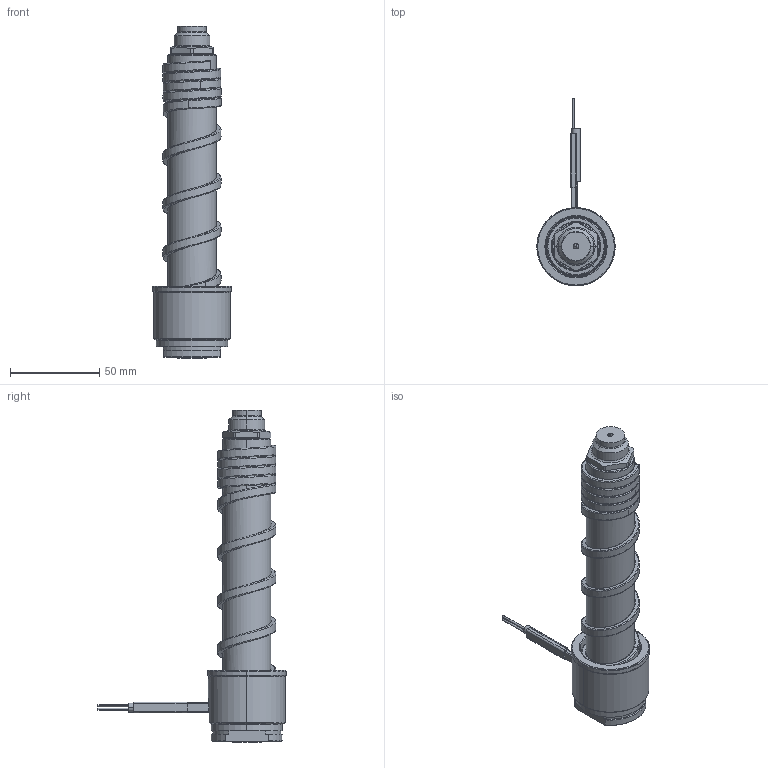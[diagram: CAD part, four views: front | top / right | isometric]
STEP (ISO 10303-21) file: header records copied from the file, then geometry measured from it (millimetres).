
FILE_DESCRIPTION((''),'2;1');
FILE_NAME('EL-186-BEU-N','2014-02-28T',('Íàòàëüÿ'),('IMID'),'PRO/ENGINEER BY PARAMETRIC TECHNOLOGY CORPORATION, 2010180','PRO/ENGINEER BY PARAMETRIC TECHNOLOGY CORPORATION, 2010180','');
FILE_SCHEMA(('CONFIG_CONTROL_DESIGN'));
Length unit declared in the file: millimetre
Products named in the file (1): EL-186-BEU-N
Bounding box: 44 x 105.5 x 186.3 mm (x, y, z)
Volume: 128035.9 mm3; surface area: 47590.5 mm2
Topology: 1 solids, 9 shells, 346 faces, 876 edges, 526 vertices
Faces by surface type: cylinder 109, bspline 72, cone 62, plane 54, torus 30, revolution 9, extrusion 8, sphere 2
Entity records: 22496 total; most frequent: CARTESIAN_POINT 14673, ORIENTED_EDGE 1712, DIRECTION 1467, EDGE_CURVE 868, AXIS2_PLACEMENT_3D 581, VERTEX_POINT 526, EDGE_LOOP 370, FACE_OUTER_BOUND 346
